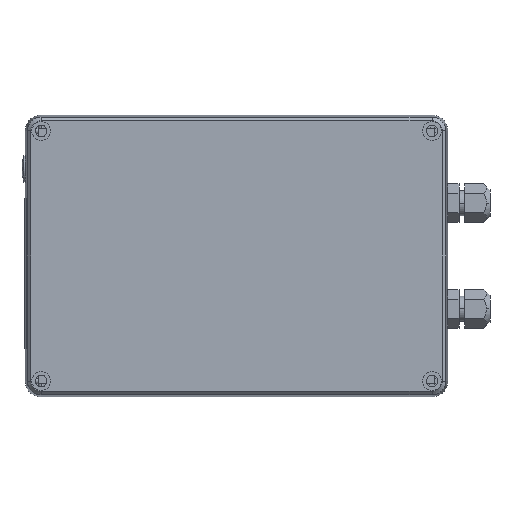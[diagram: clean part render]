
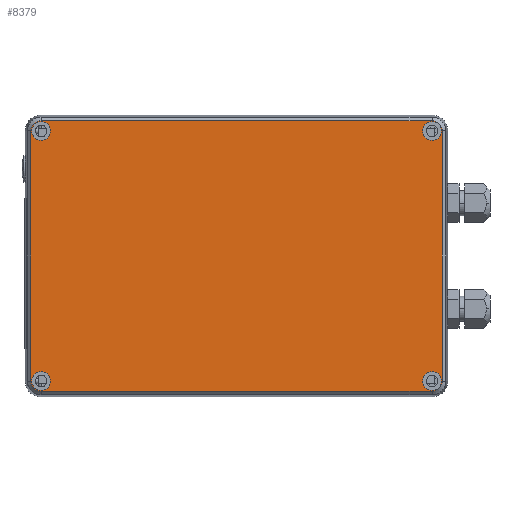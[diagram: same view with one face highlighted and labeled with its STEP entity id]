
A CAD part, front view. The second image highlights one B-rep face of the part: STEP entity #8379.
In plain terms, the highlighted planar face has unit normal (0, -1, 0).
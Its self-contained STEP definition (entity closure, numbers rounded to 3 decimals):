
#131 = CARTESIAN_POINT ( 'NONE',  ( 111., -101., -71. ) ) ;
#194 = VERTEX_POINT ( 'NONE', #14740 ) ;
#622 = DIRECTION ( 'NONE',  ( 0., 1., 0. ) ) ;
#659 = AXIS2_PLACEMENT_3D ( 'NONE', #71057, #37863, #4455 ) ;
#981 = VERTEX_POINT ( 'NONE', #60655 ) ;
#1118 = CARTESIAN_POINT ( 'NONE',  ( -111., -101., -76.794 ) ) ;
#1205 = ORIENTED_EDGE ( 'NONE', *, *, #26595, .F. ) ;
#1460 = PLANE ( 'NONE',  #58100 ) ;
#2857 = EDGE_CURVE ( 'NONE', #54710, #66289, #61774, .T. ) ;
#2967 = EDGE_CURVE ( 'NONE', #56787, #35606, #25282, .T. ) ;
#3462 = EDGE_CURVE ( 'NONE', #67028, #41719, #46360, .T. ) ;
#3841 = ORIENTED_EDGE ( 'NONE', *, *, #12177, .F. ) ;
#3946 = EDGE_CURVE ( 'NONE', #66289, #48210, #7908, .T. ) ;
#4455 = DIRECTION ( 'NONE',  ( 0., 0., 1. ) ) ;
#5049 = DIRECTION ( 'NONE',  ( 0., 0., 1. ) ) ;
#5146 = CARTESIAN_POINT ( 'NONE',  ( -111., -101., 71. ) ) ;
#5150 = EDGE_CURVE ( 'NONE', #35606, #10226, #14662, .T. ) ;
#5739 = DIRECTION ( 'NONE',  ( 0., 0., 1. ) ) ;
#7339 = DIRECTION ( 'NONE',  ( 0., -1., 0. ) ) ;
#7404 = AXIS2_PLACEMENT_3D ( 'NONE', #33141, #71974, #38777 ) ;
#7478 = EDGE_CURVE ( 'NONE', #48423, #54710, #37846, .T. ) ;
#7908 = CIRCLE ( 'NONE', #54202, 5.795 ) ;
#8379 = ADVANCED_FACE ( 'NONE', ( #28119, #41252, #26378, #11569, #13322 ), #1460, .F. ) ;
#9976 = EDGE_LOOP ( 'NONE', ( #25648, #20996 ) ) ;
#10134 = CARTESIAN_POINT ( 'NONE',  ( -111., -101., 71. ) ) ;
#10226 = VERTEX_POINT ( 'NONE', #27312 ) ;
#10323 = DIRECTION ( 'NONE',  ( 0., 1., 0. ) ) ;
#10548 = DIRECTION ( 'NONE',  ( 0., 0., 1. ) ) ;
#10782 = ORIENTED_EDGE ( 'NONE', *, *, #19858, .F. ) ;
#11569 = FACE_BOUND ( 'NONE', #65054, .T. ) ;
#11617 = CIRCLE ( 'NONE', #20233, 5.3 ) ;
#12177 = EDGE_CURVE ( 'NONE', #48210, #56787, #16093, .T. ) ;
#12286 = CARTESIAN_POINT ( 'NONE',  ( 111., -101., -71. ) ) ;
#12434 = ORIENTED_EDGE ( 'NONE', *, *, #26864, .F. ) ;
#12475 = VERTEX_POINT ( 'NONE', #30351 ) ;
#13205 = ORIENTED_EDGE ( 'NONE', *, *, #2967, .F. ) ;
#13322 = FACE_OUTER_BOUND ( 'NONE', #13519, .T. ) ;
#13519 = EDGE_LOOP ( 'NONE', ( #69255, #62955, #13205, #3841, #51467, #52785, #68816, #70408 ) ) ;
#14546 = CARTESIAN_POINT ( 'NONE',  ( 116.795, -101., 71. ) ) ;
#14613 = AXIS2_PLACEMENT_3D ( 'NONE', #5146, #32927, #33169 ) ;
#14662 = LINE ( 'NONE', #23436, #42582 ) ;
#14740 = CARTESIAN_POINT ( 'NONE',  ( 111., -101., 65.7 ) ) ;
#15458 = CARTESIAN_POINT ( 'NONE',  ( -116.795, -101., 71. ) ) ;
#15528 = CARTESIAN_POINT ( 'NONE',  ( 111., -101., 76.794 ) ) ;
#15685 = ORIENTED_EDGE ( 'NONE', *, *, #56922, .F. ) ;
#15740 = EDGE_LOOP ( 'NONE', ( #10782, #12434 ) ) ;
#16093 = LINE ( 'NONE', #26514, #60392 ) ;
#17442 = DIRECTION ( 'NONE',  ( 0., 0., 1. ) ) ;
#17469 = VECTOR ( 'NONE', #17442, 1000. ) ;
#17902 = DIRECTION ( 'NONE',  ( 0., 0., 1. ) ) ;
#18199 = CARTESIAN_POINT ( 'NONE',  ( -111., -101., -65.7 ) ) ;
#18305 = CARTESIAN_POINT ( 'NONE',  ( -116.795, -101., 71. ) ) ;
#18419 = VECTOR ( 'NONE', #32539, 1000. ) ;
#18655 = CIRCLE ( 'NONE', #69206, 5.3 ) ;
#18829 = VERTEX_POINT ( 'NONE', #26416 ) ;
#19381 = CARTESIAN_POINT ( 'NONE',  ( -111., -101., 76.3 ) ) ;
#19858 = EDGE_CURVE ( 'NONE', #981, #194, #18655, .T. ) ;
#19964 = CARTESIAN_POINT ( 'NONE',  ( -111., -101., 65.7 ) ) ;
#19998 = CARTESIAN_POINT ( 'NONE',  ( 111., -101., -76.794 ) ) ;
#20233 = AXIS2_PLACEMENT_3D ( 'NONE', #25563, #64367, #31166 ) ;
#20996 = ORIENTED_EDGE ( 'NONE', *, *, #36269, .F. ) ;
#21190 = DIRECTION ( 'NONE',  ( 1., 0., 0. ) ) ;
#23436 = CARTESIAN_POINT ( 'NONE',  ( 116.795, -101., 71. ) ) ;
#23536 = CIRCLE ( 'NONE', #29592, 5.794 ) ;
#23874 = CARTESIAN_POINT ( 'NONE',  ( -111., -101., 71. ) ) ;
#25282 = CIRCLE ( 'NONE', #52318, 5.794 ) ;
#25563 = CARTESIAN_POINT ( 'NONE',  ( -111., -101., 71. ) ) ;
#25648 = ORIENTED_EDGE ( 'NONE', *, *, #55703, .F. ) ;
#26378 = FACE_BOUND ( 'NONE', #15740, .T. ) ;
#26416 = CARTESIAN_POINT ( 'NONE',  ( 111., -101., -65.7 ) ) ;
#26470 = EDGE_CURVE ( 'NONE', #47399, #48423, #35001, .T. ) ;
#26514 = CARTESIAN_POINT ( 'NONE',  ( -111., -101., 76.794 ) ) ;
#26595 = EDGE_CURVE ( 'NONE', #18829, #12475, #54048, .T. ) ;
#26864 = EDGE_CURVE ( 'NONE', #194, #981, #31410, .T. ) ;
#26925 = CARTESIAN_POINT ( 'NONE',  ( -111., -101., -76.794 ) ) ;
#27312 = CARTESIAN_POINT ( 'NONE',  ( 116.795, -101., -71. ) ) ;
#28119 = FACE_BOUND ( 'NONE', #9976, .T. ) ;
#28757 = AXIS2_PLACEMENT_3D ( 'NONE', #71648, #38464, #5049 ) ;
#29078 = CARTESIAN_POINT ( 'NONE',  ( 111., -101., 71. ) ) ;
#29237 = DIRECTION ( 'NONE',  ( 0., 1., 0. ) ) ;
#29468 = DIRECTION ( 'NONE',  ( 0., 0., 1. ) ) ;
#29592 = AXIS2_PLACEMENT_3D ( 'NONE', #34003, #622, #39634 ) ;
#30351 = CARTESIAN_POINT ( 'NONE',  ( 111., -101., -76.3 ) ) ;
#30682 = DIRECTION ( 'NONE',  ( 0., 0., 1. ) ) ;
#31166 = DIRECTION ( 'NONE',  ( 0., 0., 1. ) ) ;
#31363 = DIRECTION ( 'NONE',  ( 0., -1., 0. ) ) ;
#31410 = CIRCLE ( 'NONE', #659, 5.3 ) ;
#32539 = DIRECTION ( 'NONE',  ( -1., 0., 0. ) ) ;
#32927 = DIRECTION ( 'NONE',  ( 0., -1., 0. ) ) ;
#33141 = CARTESIAN_POINT ( 'NONE',  ( -111., -101., -71. ) ) ;
#33169 = DIRECTION ( 'NONE',  ( 0., 0., 1. ) ) ;
#33359 = ORIENTED_EDGE ( 'NONE', *, *, #3462, .F. ) ;
#34003 = CARTESIAN_POINT ( 'NONE',  ( 111., -101., -71. ) ) ;
#35001 = LINE ( 'NONE', #26925, #18419 ) ;
#35606 = VERTEX_POINT ( 'NONE', #14546 ) ;
#36269 = EDGE_CURVE ( 'NONE', #60196, #54946, #43201, .T. ) ;
#37846 = CIRCLE ( 'NONE', #28757, 5.794 ) ;
#37863 = DIRECTION ( 'NONE',  ( 0., -1., 0. ) ) ;
#38464 = DIRECTION ( 'NONE',  ( 0., 1., 0. ) ) ;
#38777 = DIRECTION ( 'NONE',  ( 0., 0., 1. ) ) ;
#39154 = DIRECTION ( 'NONE',  ( 0., -1., 0. ) ) ;
#39634 = DIRECTION ( 'NONE',  ( 0., 0., 1. ) ) ;
#40782 = CARTESIAN_POINT ( 'NONE',  ( -111., -101., -71. ) ) ;
#41252 = FACE_BOUND ( 'NONE', #64879, .T. ) ;
#41719 = VERTEX_POINT ( 'NONE', #19381 ) ;
#42582 = VECTOR ( 'NONE', #62270, 1000. ) ;
#43201 = CIRCLE ( 'NONE', #58875, 5.3 ) ;
#46317 = DIRECTION ( 'NONE',  ( 0., 0., 1. ) ) ;
#46360 = CIRCLE ( 'NONE', #14613, 5.3 ) ;
#46656 = AXIS2_PLACEMENT_3D ( 'NONE', #131, #39154, #5739 ) ;
#47399 = VERTEX_POINT ( 'NONE', #19998 ) ;
#48210 = VERTEX_POINT ( 'NONE', #54180 ) ;
#48423 = VERTEX_POINT ( 'NONE', #1118 ) ;
#51212 = DIRECTION ( 'NONE',  ( 0., -1., 0. ) ) ;
#51467 = ORIENTED_EDGE ( 'NONE', *, *, #3946, .F. ) ;
#52136 = CIRCLE ( 'NONE', #46656, 5.3 ) ;
#52318 = AXIS2_PLACEMENT_3D ( 'NONE', #29078, #29237, #30682 ) ;
#52785 = ORIENTED_EDGE ( 'NONE', *, *, #2857, .F. ) ;
#54048 = CIRCLE ( 'NONE', #63027, 5.3 ) ;
#54180 = CARTESIAN_POINT ( 'NONE',  ( -111., -101., 76.794 ) ) ;
#54202 = AXIS2_PLACEMENT_3D ( 'NONE', #10134, #10323, #10548 ) ;
#54710 = VERTEX_POINT ( 'NONE', #70947 ) ;
#54946 = VERTEX_POINT ( 'NONE', #18199 ) ;
#55703 = EDGE_CURVE ( 'NONE', #54946, #60196, #66499, .T. ) ;
#56787 = VERTEX_POINT ( 'NONE', #15528 ) ;
#56922 = EDGE_CURVE ( 'NONE', #12475, #18829, #52136, .T. ) ;
#58100 = AXIS2_PLACEMENT_3D ( 'NONE', #23874, #62695, #29468 ) ;
#58875 = AXIS2_PLACEMENT_3D ( 'NONE', #40782, #7339, #46317 ) ;
#60196 = VERTEX_POINT ( 'NONE', #63955 ) ;
#60392 = VECTOR ( 'NONE', #21190, 1000. ) ;
#60655 = CARTESIAN_POINT ( 'NONE',  ( 111., -101., 76.3 ) ) ;
#60716 = EDGE_CURVE ( 'NONE', #10226, #47399, #23536, .T. ) ;
#61774 = LINE ( 'NONE', #18305, #17469 ) ;
#62270 = DIRECTION ( 'NONE',  ( 0., 0., -1. ) ) ;
#62695 = DIRECTION ( 'NONE',  ( 0., 1., 0. ) ) ;
#62955 = ORIENTED_EDGE ( 'NONE', *, *, #5150, .F. ) ;
#63027 = AXIS2_PLACEMENT_3D ( 'NONE', #12286, #51212, #17902 ) ;
#63955 = CARTESIAN_POINT ( 'NONE',  ( -111., -101., -76.3 ) ) ;
#64367 = DIRECTION ( 'NONE',  ( 0., -1., 0. ) ) ;
#64578 = CARTESIAN_POINT ( 'NONE',  ( 111., -101., 71. ) ) ;
#64861 = ORIENTED_EDGE ( 'NONE', *, *, #68440, .F. ) ;
#64879 = EDGE_LOOP ( 'NONE', ( #64861, #33359 ) ) ;
#65054 = EDGE_LOOP ( 'NONE', ( #1205, #15685 ) ) ;
#66289 = VERTEX_POINT ( 'NONE', #15458 ) ;
#66499 = CIRCLE ( 'NONE', #7404, 5.3 ) ;
#67028 = VERTEX_POINT ( 'NONE', #19964 ) ;
#68440 = EDGE_CURVE ( 'NONE', #41719, #67028, #11617, .T. ) ;
#68816 = ORIENTED_EDGE ( 'NONE', *, *, #7478, .F. ) ;
#69206 = AXIS2_PLACEMENT_3D ( 'NONE', #64578, #31363, #70191 ) ;
#69255 = ORIENTED_EDGE ( 'NONE', *, *, #60716, .F. ) ;
#70191 = DIRECTION ( 'NONE',  ( 0., 0., 1. ) ) ;
#70408 = ORIENTED_EDGE ( 'NONE', *, *, #26470, .F. ) ;
#70947 = CARTESIAN_POINT ( 'NONE',  ( -116.794, -101., -71. ) ) ;
#71057 = CARTESIAN_POINT ( 'NONE',  ( 111., -101., 71. ) ) ;
#71648 = CARTESIAN_POINT ( 'NONE',  ( -111., -101., -71. ) ) ;
#71974 = DIRECTION ( 'NONE',  ( 0., -1., 0. ) ) ;
